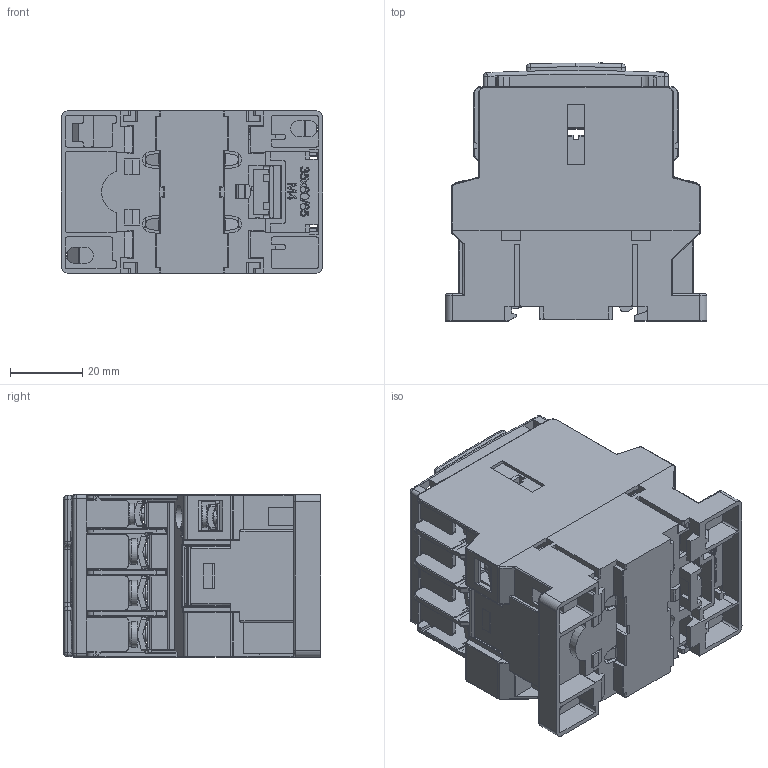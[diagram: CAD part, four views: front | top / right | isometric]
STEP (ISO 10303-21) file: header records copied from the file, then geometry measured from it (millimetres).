
FILE_DESCRIPTION((''),'2;1');
FILE_NAME('CEM5CK_004643804','2017-07-21T',('aljaz.cop'),('Audax d.o.o.'),'CREO PARAMETRIC BY PTC INC, 2015380','CREO PARAMETRIC BY PTC INC, 2015380','');
FILE_SCHEMA(('CONFIG_CONTROL_DESIGN'));
Products named in the file (1): CEM5CK_004643804
Bounding box: 72.42 x 71.32 x 44.93 mm (x, y, z)
Volume: 42898.7 mm3; surface area: 69487.2 mm2
Topology: 2 solids, 2 shells, 5065 faces, 14893 edges, 9681 vertices
Faces by surface type: plane 3444, cylinder 1035, extrusion 247, bspline 127, torus 115, sphere 60, cone 37
Entity records: 183244 total; most frequent: CARTESIAN_POINT 51207, ORIENTED_EDGE 29606, DIRECTION 24375, EDGE_CURVE 14803, VECTOR 10919, LINE 10672, VERTEX_POINT 9681, AXIS2_PLACEMENT_3D 6728
